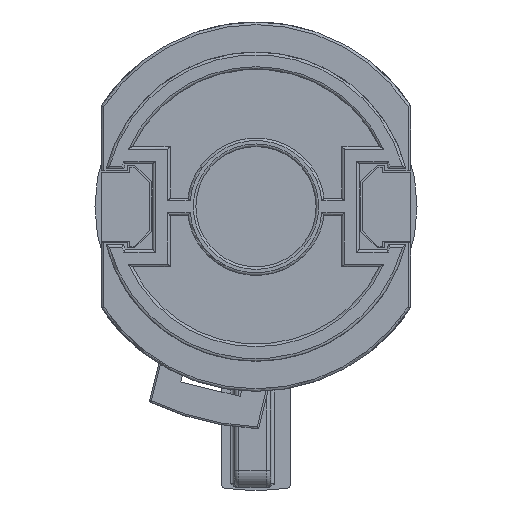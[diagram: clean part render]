
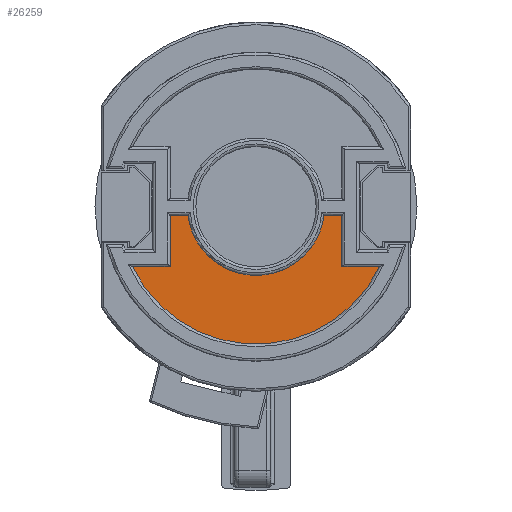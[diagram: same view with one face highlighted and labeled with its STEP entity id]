
A CAD part, front view. The second image highlights one B-rep face of the part: STEP entity #26259.
In plain terms, the highlighted face is planar.
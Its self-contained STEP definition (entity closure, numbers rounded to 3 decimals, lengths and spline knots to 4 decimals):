
#1678=LINE('',#93217,#3471);
#1682=LINE('',#93226,#3475);
#1684=LINE('',#93230,#3477);
#1704=LINE('',#93478,#3497);
#1706=LINE('',#93482,#3499);
#1709=LINE('',#93489,#3502);
#3471=VECTOR('',#35399,0.0812);
#3475=VECTOR('',#35409,0.0812);
#3477=VECTOR('',#35413,0.2362);
#3497=VECTOR('',#35503,0.2362);
#3499=VECTOR('',#35507,0.1727);
#3502=VECTOR('',#35516,0.1727);
#5399=PLANE('',#29213);
#6923=FACE_OUTER_BOUND('',#8511,.T.);
#8511=EDGE_LOOP('',(#22563,#22564,#22565,#22566,#22567,#22568,#22569,#22570));
#9827=CIRCLE('',#29154,0.315);
#9834=CIRCLE('',#29194,0.6299);
#11980=VERTEX_POINT('',#93214);
#11981=VERTEX_POINT('',#93216);
#11982=VERTEX_POINT('',#93220);
#11983=VERTEX_POINT('',#93224);
#11984=VERTEX_POINT('',#93228);
#12001=VERTEX_POINT('',#93477);
#12002=VERTEX_POINT('',#93481);
#12003=VERTEX_POINT('',#93485);
#15568=EDGE_CURVE('',#11981,#11980,#1678,.T.);
#15571=EDGE_CURVE('',#11980,#11982,#9827,.T.);
#15573=EDGE_CURVE('',#11982,#11983,#1682,.T.);
#15575=EDGE_CURVE('',#11983,#11984,#1684,.T.);
#15617=EDGE_CURVE('',#12001,#11981,#1704,.T.);
#15619=EDGE_CURVE('',#12002,#12001,#1706,.T.);
#15621=EDGE_CURVE('',#12003,#12002,#9834,.T.);
#15623=EDGE_CURVE('',#11984,#12003,#1709,.T.);
#22563=ORIENTED_EDGE('',*,*,#15575,.T.);
#22564=ORIENTED_EDGE('',*,*,#15623,.T.);
#22565=ORIENTED_EDGE('',*,*,#15621,.T.);
#22566=ORIENTED_EDGE('',*,*,#15619,.T.);
#22567=ORIENTED_EDGE('',*,*,#15617,.T.);
#22568=ORIENTED_EDGE('',*,*,#15568,.T.);
#22569=ORIENTED_EDGE('',*,*,#15571,.T.);
#22570=ORIENTED_EDGE('',*,*,#15573,.T.);
#26259=ADVANCED_FACE('',(#6923),#5399,.F.);
#29154=AXIS2_PLACEMENT_3D('',#93222,#35404,#35405);
#29194=AXIS2_PLACEMENT_3D('',#93486,#35511,#35512);
#29213=AXIS2_PLACEMENT_3D('',#93524,#35565,#35566);
#35399=DIRECTION('',(1.,0.,0.));
#35404=DIRECTION('center_axis',(0.,0.,1.));
#35405=DIRECTION('ref_axis',(-0.992,0.125,0.));
#35409=DIRECTION('',(1.,0.,0.));
#35413=DIRECTION('',(0.,-1.,0.));
#35503=DIRECTION('',(0.,1.,0.));
#35507=DIRECTION('',(1.,0.,0.));
#35511=DIRECTION('center_axis',(0.,0.,-1.));
#35512=DIRECTION('ref_axis',(0.899,-0.438,0.));
#35516=DIRECTION('',(1.,0.,0.));
#35565=DIRECTION('center_axis',(0.,0.,1.));
#35566=DIRECTION('ref_axis',(1.,0.,0.));
#93214=CARTESIAN_POINT('',(-0.3125,-0.0394,0.));
#93216=CARTESIAN_POINT('',(-0.3937,-0.0394,0.));
#93217=CARTESIAN_POINT('',(-0.3937,-0.0394,0.));
#93220=CARTESIAN_POINT('',(0.3125,-0.0394,0.));
#93222=CARTESIAN_POINT('Origin',(0.,0.,0.));
#93224=CARTESIAN_POINT('',(0.3937,-0.0394,0.));
#93226=CARTESIAN_POINT('',(0.3125,-0.0394,0.));
#93228=CARTESIAN_POINT('',(0.3937,-0.2756,0.));
#93230=CARTESIAN_POINT('',(0.3937,-0.0394,0.));
#93477=CARTESIAN_POINT('',(-0.3937,-0.2756,0.));
#93478=CARTESIAN_POINT('',(-0.3937,-0.2756,0.));
#93481=CARTESIAN_POINT('',(-0.5664,-0.2756,0.));
#93482=CARTESIAN_POINT('',(-0.5664,-0.2756,0.));
#93485=CARTESIAN_POINT('',(0.5664,-0.2756,0.));
#93486=CARTESIAN_POINT('Origin',(0.,0.,0.));
#93489=CARTESIAN_POINT('',(0.3937,-0.2756,0.));
#93524=CARTESIAN_POINT('Origin',(0.,0.,
0.));
